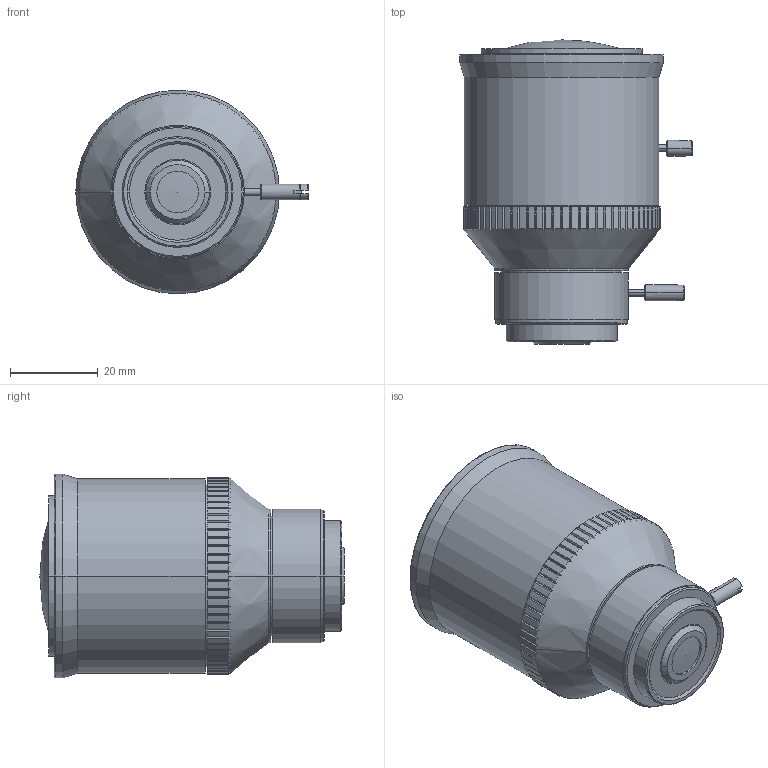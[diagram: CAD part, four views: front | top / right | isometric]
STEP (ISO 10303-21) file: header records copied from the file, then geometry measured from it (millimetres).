
FILE_DESCRIPTION (( 'STEP AP214' ), '1' );
FILE_NAME ('CSLZFAM2812.STEP', '2016-07-06T08:55:56', ( 'zveris' ), ( '' ), 'SwSTEP 2.0', 'SolidWorks 2015', '' );
FILE_SCHEMA (( 'AUTOMOTIVE_DESIGN' ));
Length unit declared in the file: millimetre
Products named in the file (1): CSLZFAM2812
Bounding box: 53.05 x 69.45 x 46.5 mm (x, y, z)
Volume: 85251.5 mm3; surface area: 13807.6 mm2
Topology: 1 solids, 1 shells, 310 faces, 853 edges, 561 vertices
Faces by surface type: plane 169, cylinder 113, cone 24, torus 2, sphere 2
Entity records: 10277 total; most frequent: CARTESIAN_POINT 2253, ORIENTED_EDGE 1698, DIRECTION 1568, EDGE_CURVE 849, AXIS2_PLACEMENT_3D 568, VERTEX_POINT 559, VECTOR 432, LINE 432
